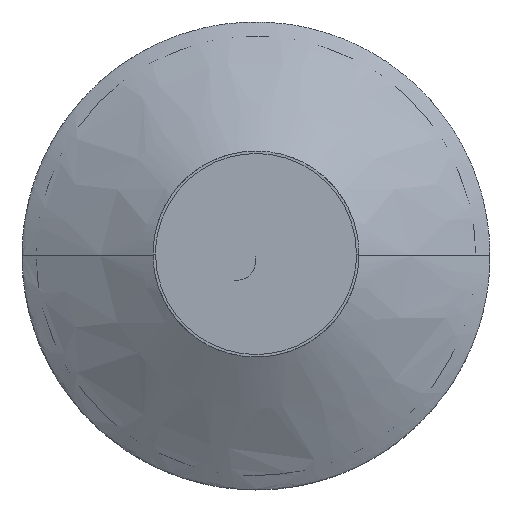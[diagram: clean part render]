
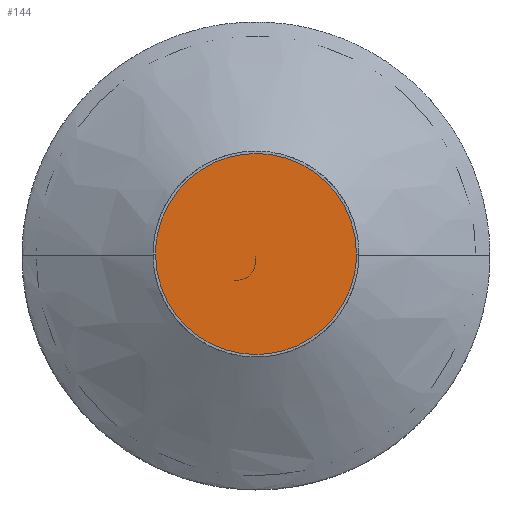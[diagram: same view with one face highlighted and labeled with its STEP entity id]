
A CAD part, top view. The second image highlights one B-rep face of the part: STEP entity #144.
In plain terms, the highlighted planar face has unit normal (0, 0, 1).
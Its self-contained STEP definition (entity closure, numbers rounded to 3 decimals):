
#144=ADVANCED_FACE($,(#216),#847,.T.);
#216=FACE_OUTER_BOUND($,#288,.T.);
#288=EDGE_LOOP($,(#516,#517));
#516=ORIENTED_EDGE($,*,*,#670,.T.);
#517=ORIENTED_EDGE($,*,*,#676,.T.);
#670=EDGE_CURVE($,#762,#766,#956,.T.);
#676=EDGE_CURVE($,#766,#762,#961,.T.);
#762=VERTEX_POINT($,#3614);
#766=VERTEX_POINT($,#3618);
#847=PLANE($,#1014);
#956=(
BOUNDED_CURVE()
B_SPLINE_CURVE(2,(#3435,#3436,#3437,#3438,#3439),.UNSPECIFIED.,.F.,.F.)
B_SPLINE_CURVE_WITH_KNOTS((3,2,3),(-6.283,-4.712,-3.142),
.UNSPECIFIED.)
CURVE()
GEOMETRIC_REPRESENTATION_ITEM()
RATIONAL_B_SPLINE_CURVE((1.,0.707,1.,0.707,1.))
REPRESENTATION_ITEM($)
);
#961=(
BOUNDED_CURVE()
B_SPLINE_CURVE(2,(#3466,#3467,#3468,#3469,#3470),.UNSPECIFIED.,.F.,.F.)
B_SPLINE_CURVE_WITH_KNOTS((3,2,3),(-3.142,-1.571,0.),
.UNSPECIFIED.)
CURVE()
GEOMETRIC_REPRESENTATION_ITEM()
RATIONAL_B_SPLINE_CURVE((1.,0.707,1.,0.707,1.))
REPRESENTATION_ITEM($)
);
#1014=AXIS2_PLACEMENT_3D($,#3552,#1031,$);
#1031=DIRECTION($,(0.,0.,1.));
#3435=CARTESIAN_POINT($,(74.,0.,811.05));
#3436=CARTESIAN_POINT($,(74.,74.,811.05));
#3437=CARTESIAN_POINT($,(0.,74.,811.05));
#3438=CARTESIAN_POINT($,(-74.,74.,811.05));
#3439=CARTESIAN_POINT($,(-74.,0.,811.05));
#3466=CARTESIAN_POINT($,(-74.,0.,811.05));
#3467=CARTESIAN_POINT($,(-74.,-74.,811.05));
#3468=CARTESIAN_POINT($,(0.,-74.,811.05));
#3469=CARTESIAN_POINT($,(74.,-74.,811.05));
#3470=CARTESIAN_POINT($,(74.,0.,811.05));
#3552=CARTESIAN_POINT($,(-74.,-74.,811.05));
#3614=CARTESIAN_POINT($,(74.,0.,811.05));
#3618=CARTESIAN_POINT($,(-74.,0.,811.05));
